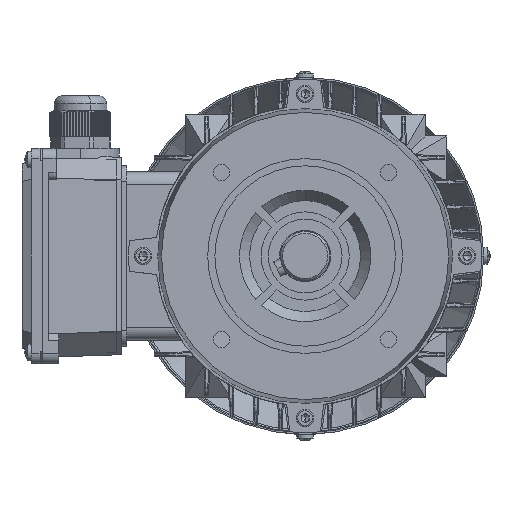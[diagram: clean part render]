
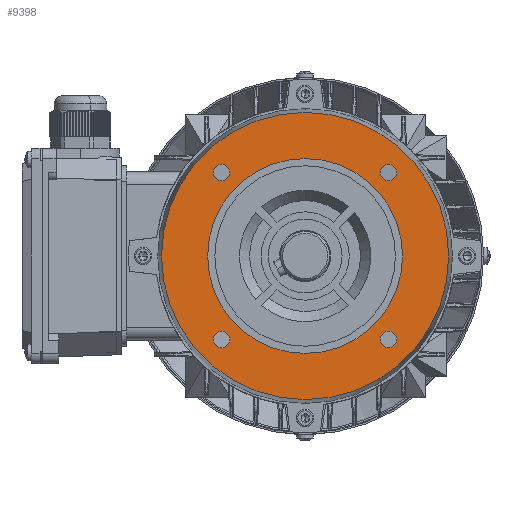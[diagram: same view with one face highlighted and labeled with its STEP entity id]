
A CAD part, left-side view. The second image highlights one B-rep face of the part: STEP entity #9398.
In plain terms, the highlighted planar face has unit normal (-1, 0, 0).
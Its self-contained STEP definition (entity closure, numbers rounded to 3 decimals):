
#5908 = VERTEX_POINT ( 'NONE', #59889 ) ;
#5914 = EDGE_CURVE ( 'NONE', #5916, #5908, #59883, .T. ) ;
#5916 = VERTEX_POINT ( 'NONE', #59878 ) ;
#9392 = EDGE_CURVE ( 'NONE', #5908, #5916, #64233, .T. ) ;
#9398 = ADVANCED_FACE ( 'NONE', ( #64288, #64287, #64286, #64285, #64284, #64283 ), #64282, .T. ) ;
#9402 = EDGE_LOOP ( 'NONE', ( #9404, #9406 ) ) ;
#9404 = ORIENTED_EDGE ( 'NONE', *, *, #59142, .F. ) ;
#9406 = ORIENTED_EDGE ( 'NONE', *, *, #9410, .F. ) ;
#9410 = EDGE_CURVE ( 'NONE', #59146, #59145, #64275, .T. ) ;
#9414 = EDGE_LOOP ( 'NONE', ( #9415, #9449 ) ) ;
#9415 = ORIENTED_EDGE ( 'NONE', *, *, #59193, .F. ) ;
#9449 = ORIENTED_EDGE ( 'NONE', *, *, #9452, .F. ) ;
#9452 = EDGE_CURVE ( 'NONE', #59196, #59195, #64298, .T. ) ;
#9453 = EDGE_LOOP ( 'NONE', ( #9455, #9461 ) ) ;
#9455 = ORIENTED_EDGE ( 'NONE', *, *, #59247, .F. ) ;
#9461 = ORIENTED_EDGE ( 'NONE', *, *, #9465, .F. ) ;
#9465 = EDGE_CURVE ( 'NONE', #59249, #59248, #64346, .T. ) ;
#9466 = EDGE_LOOP ( 'NONE', ( #9469, #9475 ) ) ;
#9469 = ORIENTED_EDGE ( 'NONE', *, *, #59216, .F. ) ;
#9475 = ORIENTED_EDGE ( 'NONE', *, *, #9478, .F. ) ;
#9478 = EDGE_CURVE ( 'NONE', #59219, #59218, #64337, .T. ) ;
#9481 = EDGE_LOOP ( 'NONE', ( #9485, #9488 ) ) ;
#9485 = ORIENTED_EDGE ( 'NONE', *, *, #5914, .T. ) ;
#9488 = ORIENTED_EDGE ( 'NONE', *, *, #9392, .T. ) ;
#9490 = EDGE_LOOP ( 'NONE', ( #9538, #9540 ) ) ;
#9538 = ORIENTED_EDGE ( 'NONE', *, *, #59789, .F. ) ;
#9540 = ORIENTED_EDGE ( 'NONE', *, *, #9545, .F. ) ;
#9545 = EDGE_CURVE ( 'NONE', #59791, #59790, #64363, .T. ) ;
#59142 = EDGE_CURVE ( 'NONE', #59145, #59146, #77266, .T. ) ;
#59145 = VERTEX_POINT ( 'NONE', #77242 ) ;
#59146 = VERTEX_POINT ( 'NONE', #77239 ) ;
#59193 = EDGE_CURVE ( 'NONE', #59195, #59196, #77436, .T. ) ;
#59195 = VERTEX_POINT ( 'NONE', #77414 ) ;
#59196 = VERTEX_POINT ( 'NONE', #77410 ) ;
#59216 = EDGE_CURVE ( 'NONE', #59218, #59219, #77481, .T. ) ;
#59218 = VERTEX_POINT ( 'NONE', #77473 ) ;
#59219 = VERTEX_POINT ( 'NONE', #77472 ) ;
#59247 = EDGE_CURVE ( 'NONE', #59248, #59249, #77623, .T. ) ;
#59248 = VERTEX_POINT ( 'NONE', #77606 ) ;
#59249 = VERTEX_POINT ( 'NONE', #77605 ) ;
#59789 = EDGE_CURVE ( 'NONE', #59790, #59791, #79439, .T. ) ;
#59790 = VERTEX_POINT ( 'NONE', #79422 ) ;
#59791 = VERTEX_POINT ( 'NONE', #79421 ) ;
#59878 = CARTESIAN_POINT ( 'NONE',  ( 3., 0., 70. ) ) ;
#59879 = DIRECTION ( 'NONE',  ( 0., 0., 1. ) ) ;
#59880 = DIRECTION ( 'NONE',  ( -1., 0., 0. ) ) ;
#59881 = CARTESIAN_POINT ( 'NONE',  ( 3., 0., 0. ) ) ;
#59882 = AXIS2_PLACEMENT_3D ( 'NONE', #59881, #59880, #59879 ) ;
#59883 = CIRCLE ( 'NONE', #59882, 70. ) ;
#59889 = CARTESIAN_POINT ( 'NONE',  ( 3., 0., -70. ) ) ;
#64229 = DIRECTION ( 'NONE',  ( 0., 0., 1. ) ) ;
#64230 = DIRECTION ( 'NONE',  ( -1., 0., 0. ) ) ;
#64231 = CARTESIAN_POINT ( 'NONE',  ( 3., 0., 0. ) ) ;
#64232 = AXIS2_PLACEMENT_3D ( 'NONE', #64231, #64230, #64229 ) ;
#64233 = CIRCLE ( 'NONE', #64232, 70. ) ;
#64267 = DIRECTION ( 'NONE',  ( 0., 0., 1. ) ) ;
#64268 = DIRECTION ( 'NONE',  ( -1., 0., 0. ) ) ;
#64269 = CARTESIAN_POINT ( 'NONE',  ( 3., -40.659, 40.659 ) ) ;
#64270 = AXIS2_PLACEMENT_3D ( 'NONE', #64269, #64268, #64267 ) ;
#64275 = CIRCLE ( 'NONE', #64270, 4. ) ;
#64277 = DIRECTION ( 'NONE',  ( 0., 0., 1. ) ) ;
#64278 = DIRECTION ( 'NONE',  ( -1., 0., 0. ) ) ;
#64279 = AXIS2_PLACEMENT_3D ( 'NONE', #64281, #64278, #64277 ) ;
#64281 = CARTESIAN_POINT ( 'NONE',  ( 3., -28.387, 0. ) ) ;
#64282 = PLANE ( 'NONE',  #64279 ) ;
#64283 = FACE_BOUND ( 'NONE', #9490, .T. ) ;
#64284 = FACE_OUTER_BOUND ( 'NONE', #9481, .T. ) ;
#64285 = FACE_BOUND ( 'NONE', #9466, .T. ) ;
#64286 = FACE_BOUND ( 'NONE', #9453, .T. ) ;
#64287 = FACE_BOUND ( 'NONE', #9414, .T. ) ;
#64288 = FACE_BOUND ( 'NONE', #9402, .T. ) ;
#64294 = DIRECTION ( 'NONE',  ( 0., 0., 1. ) ) ;
#64295 = DIRECTION ( 'NONE',  ( -1., 0., 0. ) ) ;
#64296 = CARTESIAN_POINT ( 'NONE',  ( 3., -40.659, -40.659 ) ) ;
#64297 = AXIS2_PLACEMENT_3D ( 'NONE', #64296, #64295, #64294 ) ;
#64298 = CIRCLE ( 'NONE', #64297, 4. ) ;
#64333 = DIRECTION ( 'NONE',  ( 0., 0., 1. ) ) ;
#64334 = DIRECTION ( 'NONE',  ( -1., 0., 0. ) ) ;
#64335 = CARTESIAN_POINT ( 'NONE',  ( 3., 40.659, 40.659 ) ) ;
#64336 = AXIS2_PLACEMENT_3D ( 'NONE', #64335, #64334, #64333 ) ;
#64337 = CIRCLE ( 'NONE', #64336, 4. ) ;
#64343 = DIRECTION ( 'NONE',  ( 0., 0., 1. ) ) ;
#64344 = DIRECTION ( 'NONE',  ( -1., 0., 0. ) ) ;
#64345 = AXIS2_PLACEMENT_3D ( 'NONE', #64351, #64344, #64343 ) ;
#64346 = CIRCLE ( 'NONE', #64345, 4. ) ;
#64351 = CARTESIAN_POINT ( 'NONE',  ( 3., 40.659, -40.659 ) ) ;
#64359 = DIRECTION ( 'NONE',  ( 0., 0., 1. ) ) ;
#64360 = DIRECTION ( 'NONE',  ( -1., 0., 0. ) ) ;
#64361 = CARTESIAN_POINT ( 'NONE',  ( 3., 0., 0. ) ) ;
#64362 = AXIS2_PLACEMENT_3D ( 'NONE', #64361, #64360, #64359 ) ;
#64363 = CIRCLE ( 'NONE', #64362, 47.5 ) ;
#77239 = CARTESIAN_POINT ( 'NONE',  ( 3., -40.659, 44.659 ) ) ;
#77242 = CARTESIAN_POINT ( 'NONE',  ( 3., -40.659, 36.659 ) ) ;
#77254 = DIRECTION ( 'NONE',  ( 0., 0., 1. ) ) ;
#77255 = DIRECTION ( 'NONE',  ( -1., 0., 0. ) ) ;
#77256 = CARTESIAN_POINT ( 'NONE',  ( 3., -40.659, 40.659 ) ) ;
#77257 = AXIS2_PLACEMENT_3D ( 'NONE', #77256, #77255, #77254 ) ;
#77266 = CIRCLE ( 'NONE', #77257, 4. ) ;
#77410 = CARTESIAN_POINT ( 'NONE',  ( 3., -40.659, -36.659 ) ) ;
#77414 = CARTESIAN_POINT ( 'NONE',  ( 3., -40.659, -44.659 ) ) ;
#77421 = DIRECTION ( 'NONE',  ( 0., 0., 1. ) ) ;
#77424 = DIRECTION ( 'NONE',  ( -1., 0., 0. ) ) ;
#77426 = CARTESIAN_POINT ( 'NONE',  ( 3., -40.659, -40.659 ) ) ;
#77428 = AXIS2_PLACEMENT_3D ( 'NONE', #77426, #77424, #77421 ) ;
#77436 = CIRCLE ( 'NONE', #77428, 4. ) ;
#77472 = CARTESIAN_POINT ( 'NONE',  ( 3., 40.659, 44.659 ) ) ;
#77473 = CARTESIAN_POINT ( 'NONE',  ( 3., 40.659, 36.659 ) ) ;
#77475 = DIRECTION ( 'NONE',  ( 0., 0., 1. ) ) ;
#77477 = DIRECTION ( 'NONE',  ( -1., 0., 0. ) ) ;
#77479 = CARTESIAN_POINT ( 'NONE',  ( 3., 40.659, 40.659 ) ) ;
#77480 = AXIS2_PLACEMENT_3D ( 'NONE', #77479, #77477, #77475 ) ;
#77481 = CIRCLE ( 'NONE', #77480, 4. ) ;
#77605 = CARTESIAN_POINT ( 'NONE',  ( 3., 40.659, -36.659 ) ) ;
#77606 = CARTESIAN_POINT ( 'NONE',  ( 3., 40.659, -44.659 ) ) ;
#77608 = DIRECTION ( 'NONE',  ( 0., 0., 1. ) ) ;
#77609 = DIRECTION ( 'NONE',  ( -1., 0., 0. ) ) ;
#77611 = CARTESIAN_POINT ( 'NONE',  ( 3., 40.659, -40.659 ) ) ;
#77613 = AXIS2_PLACEMENT_3D ( 'NONE', #77611, #77609, #77608 ) ;
#77623 = CIRCLE ( 'NONE', #77613, 4. ) ;
#79421 = CARTESIAN_POINT ( 'NONE',  ( 3., 0., -47.5 ) ) ;
#79422 = CARTESIAN_POINT ( 'NONE',  ( 3., 0., 47.5 ) ) ;
#79425 = DIRECTION ( 'NONE',  ( 0., 0., 1. ) ) ;
#79426 = DIRECTION ( 'NONE',  ( -1., 0., 0. ) ) ;
#79427 = CARTESIAN_POINT ( 'NONE',  ( 3., 0., 0. ) ) ;
#79428 = AXIS2_PLACEMENT_3D ( 'NONE', #79427, #79426, #79425 ) ;
#79439 = CIRCLE ( 'NONE', #79428, 47.5 ) ;
